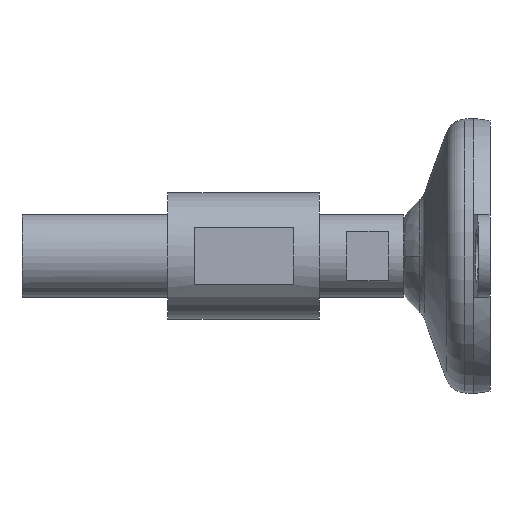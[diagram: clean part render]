
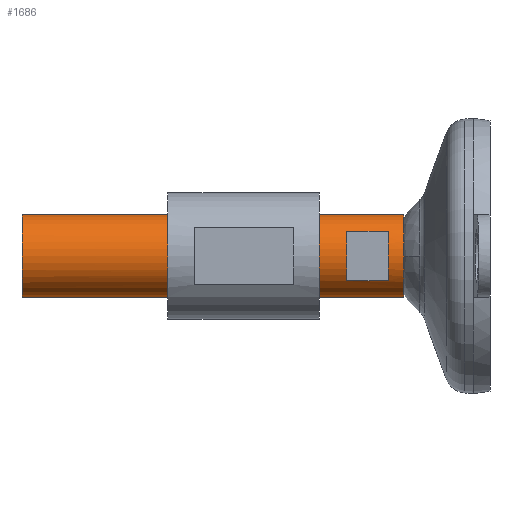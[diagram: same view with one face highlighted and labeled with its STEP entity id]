
A CAD part, left-side view. The second image highlights one B-rep face of the part: STEP entity #1686.
In plain terms, the highlighted cylindrical face has radius 15 mm (diameter 30 mm), a partial arc.
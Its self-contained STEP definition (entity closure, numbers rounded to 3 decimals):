
#59 = VECTOR ( 'NONE', #997, 1000. ) ;
#71 = EDGE_CURVE ( 'NONE', #232, #1425, #1400, .T. ) ;
#136 = ORIENTED_EDGE ( 'NONE', *, *, #71, .T. ) ;
#149 = EDGE_CURVE ( 'NONE', #266, #370, #317, .T. ) ;
#183 = CIRCLE ( 'NONE', #1531, 15. ) ;
#222 = CARTESIAN_POINT ( 'NONE',  ( -12., 0., 9. ) ) ;
#223 = EDGE_CURVE ( 'NONE', #931, #1568, #1159, .T. ) ;
#232 = VERTEX_POINT ( 'NONE', #1028 ) ;
#240 = VECTOR ( 'NONE', #783, 1000. ) ;
#265 = DIRECTION ( 'NONE',  ( 0., -1., 0. ) ) ;
#266 = VERTEX_POINT ( 'NONE', #1018 ) ;
#275 = DIRECTION ( 'NONE',  ( 0., -1., 0. ) ) ;
#297 = AXIS2_PLACEMENT_3D ( 'NONE', #719, #1372, #487 ) ;
#317 = LINE ( 'NONE', #1126, #1276 ) ;
#370 = VERTEX_POINT ( 'NONE', #1584 ) ;
#386 = CARTESIAN_POINT ( 'NONE',  ( 0., 170., 0. ) ) ;
#407 = AXIS2_PLACEMENT_3D ( 'NONE', #1553, #275, #671 ) ;
#487 = DIRECTION ( 'NONE',  ( 0., 0., 1. ) ) ;
#513 = LINE ( 'NONE', #637, #240 ) ;
#522 = VERTEX_POINT ( 'NONE', #1641 ) ;
#586 = DIRECTION ( 'NONE',  ( 0., -1., 0. ) ) ;
#624 = CARTESIAN_POINT ( 'NONE',  ( 0., 31.274, -15. ) ) ;
#637 = CARTESIAN_POINT ( 'NONE',  ( -12., 0., -9. ) ) ;
#646 = ORIENTED_EDGE ( 'NONE', *, *, #149, .F. ) ;
#652 = FACE_OUTER_BOUND ( 'NONE', #948, .T. ) ;
#667 = DIRECTION ( 'NONE',  ( 0., -1., 0. ) ) ;
#671 = DIRECTION ( 'NONE',  ( 0., 0., -1. ) ) ;
#687 = CARTESIAN_POINT ( 'NONE',  ( -12., 37., 9. ) ) ;
#719 = CARTESIAN_POINT ( 'NONE',  ( 0., 52., 0. ) ) ;
#721 = VECTOR ( 'NONE', #265, 1000. ) ;
#754 = ORIENTED_EDGE ( 'NONE', *, *, #1391, .T. ) ;
#783 = DIRECTION ( 'NONE',  ( 0., 1., 0. ) ) ;
#885 = EDGE_CURVE ( 'NONE', #370, #1568, #1166, .T. ) ;
#909 = ORIENTED_EDGE ( 'NONE', *, *, #1634, .T. ) ;
#931 = VERTEX_POINT ( 'NONE', #1428 ) ;
#937 = AXIS2_PLACEMENT_3D ( 'NONE', #386, #1405, #1286 ) ;
#948 = EDGE_LOOP ( 'NONE', ( #646, #1211, #1587, #1007 ) ) ;
#997 = DIRECTION ( 'NONE',  ( 0., -1., 0. ) ) ;
#1007 = ORIENTED_EDGE ( 'NONE', *, *, #885, .F. ) ;
#1018 = CARTESIAN_POINT ( 'NONE',  ( 0., 170., 15. ) ) ;
#1028 = CARTESIAN_POINT ( 'NONE',  ( -12., 52., 9. ) ) ;
#1052 = CYLINDRICAL_SURFACE ( 'NONE', #407, 15. ) ;
#1073 = CARTESIAN_POINT ( 'NONE',  ( 0., 37., 0. ) ) ;
#1080 = CARTESIAN_POINT ( 'NONE',  ( -12., 52., -9. ) ) ;
#1126 = CARTESIAN_POINT ( 'NONE',  ( 0., 0., 15. ) ) ;
#1127 = EDGE_LOOP ( 'NONE', ( #909, #1503, #136, #754 ) ) ;
#1159 = LINE ( 'NONE', #1279, #721 ) ;
#1166 = CIRCLE ( 'NONE', #1463, 15. ) ;
#1175 = CARTESIAN_POINT ( 'NONE',  ( 0., 31.274, 0. ) ) ;
#1183 = DIRECTION ( 'NONE',  ( 0., -1., 0. ) ) ;
#1191 = DIRECTION ( 'NONE',  ( 0., 0., -1. ) ) ;
#1211 = ORIENTED_EDGE ( 'NONE', *, *, #1239, .T. ) ;
#1239 = EDGE_CURVE ( 'NONE', #266, #931, #1371, .T. ) ;
#1276 = VECTOR ( 'NONE', #586, 1000. ) ;
#1279 = CARTESIAN_POINT ( 'NONE',  ( 0., 0., -15. ) ) ;
#1286 = DIRECTION ( 'NONE',  ( 0., 0., -1. ) ) ;
#1314 = CIRCLE ( 'NONE', #297, 15. ) ;
#1364 = DIRECTION ( 'NONE',  ( 0., 0., -1. ) ) ;
#1371 = CIRCLE ( 'NONE', #937, 15. ) ;
#1372 = DIRECTION ( 'NONE',  ( 0., 1., 0. ) ) ;
#1390 = VERTEX_POINT ( 'NONE', #1080 ) ;
#1391 = EDGE_CURVE ( 'NONE', #1425, #522, #183, .T. ) ;
#1400 = LINE ( 'NONE', #222, #59 ) ;
#1405 = DIRECTION ( 'NONE',  ( 0., -1., 0. ) ) ;
#1425 = VERTEX_POINT ( 'NONE', #687 ) ;
#1428 = CARTESIAN_POINT ( 'NONE',  ( 0., 170., -15. ) ) ;
#1460 = EDGE_CURVE ( 'NONE', #1390, #232, #1314, .T. ) ;
#1463 = AXIS2_PLACEMENT_3D ( 'NONE', #1175, #1183, #1191 ) ;
#1503 = ORIENTED_EDGE ( 'NONE', *, *, #1460, .T. ) ;
#1531 = AXIS2_PLACEMENT_3D ( 'NONE', #1073, #667, #1364 ) ;
#1553 = CARTESIAN_POINT ( 'NONE',  ( 0., 0., 0. ) ) ;
#1568 = VERTEX_POINT ( 'NONE', #624 ) ;
#1578 = FACE_BOUND ( 'NONE', #1127, .T. ) ;
#1584 = CARTESIAN_POINT ( 'NONE',  ( 0., 31.274, 15. ) ) ;
#1587 = ORIENTED_EDGE ( 'NONE', *, *, #223, .T. ) ;
#1634 = EDGE_CURVE ( 'NONE', #522, #1390, #513, .T. ) ;
#1641 = CARTESIAN_POINT ( 'NONE',  ( -12., 37., -9. ) ) ;
#1686 = ADVANCED_FACE ( 'NONE', ( #652, #1578 ), #1052, .T. ) ;
